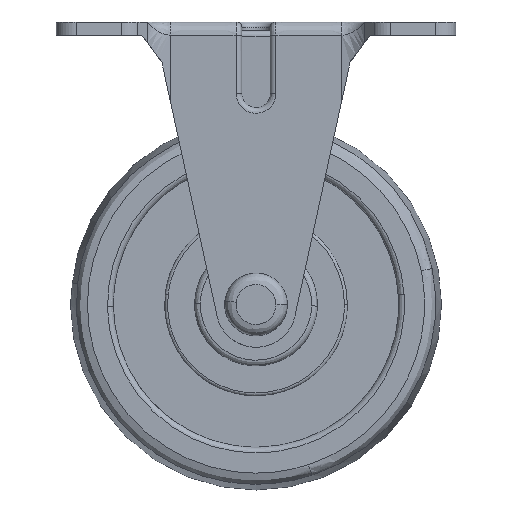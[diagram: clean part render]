
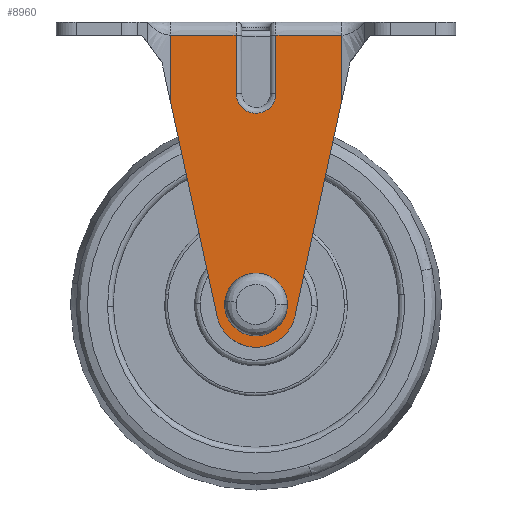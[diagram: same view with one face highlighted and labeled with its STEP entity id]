
A CAD part, front view. The second image highlights one B-rep face of the part: STEP entity #8960.
In plain terms, the highlighted free-form (B-spline) face has degree [1, 1] with [2, 2] control points.
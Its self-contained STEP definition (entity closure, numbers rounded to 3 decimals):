
#2953=CARTESIAN_POINT('',(-3.25,-15.3,0.028));
#2954=VERTEX_POINT('',#2953);
#2960=CARTESIAN_POINT('',(0.0,-15.3,-3.25));
#2961=VERTEX_POINT('',#2960);
#2962=CARTESIAN_POINT('',(-3.25,-15.3,0.028));
#2963=CARTESIAN_POINT('',(-3.25,-15.3,0.014));
#2964=CARTESIAN_POINT('',(-3.25,-15.3,0.0));
#2965=CARTESIAN_POINT('',(-3.25,-15.3,-3.25));
#2966=CARTESIAN_POINT('',(0.0,-15.3,-3.25));
#2974=(BOUNDED_CURVE()B_SPLINE_CURVE(2,(#2962,#2963,#2964,#2965,#2966),.UNSPECIFIED.,.F.,.U.)B_SPLINE_CURVE_WITH_KNOTS((3,2,3),(0.248,0.25,0.5),.UNSPECIFIED.)CURVE()GEOMETRIC_REPRESENTATION_ITEM()RATIONAL_B_SPLINE_CURVE((0.996,0.998,1.0,0.707,1.0))REPRESENTATION_ITEM(''));
#2975=EDGE_CURVE('',#2954,#2961,#2974,.T.);
#2977=CARTESIAN_POINT('',(3.225,-15.3,-0.403));
#2978=VERTEX_POINT('',#2977);
#2979=CARTESIAN_POINT('',(0.0,-15.3,-3.25));
#2980=CARTESIAN_POINT('',(2.869,-15.3,-3.25));
#2981=CARTESIAN_POINT('',(3.225,-15.3,-0.403));
#2989=(BOUNDED_CURVE()B_SPLINE_CURVE(2,(#2979,#2980,#2981),.UNSPECIFIED.,.F.,.U.)B_SPLINE_CURVE_WITH_KNOTS((3,3),(0.5,0.729),.UNSPECIFIED.)CURVE()GEOMETRIC_REPRESENTATION_ITEM()RATIONAL_B_SPLINE_CURVE((1.0,0.732,0.954))REPRESENTATION_ITEM(''));
#2990=EDGE_CURVE('',#2961,#2978,#2989,.T.);
#3040=CARTESIAN_POINT('',(0.0,-15.3,3.25));
#3041=VERTEX_POINT('',#3040);
#3042=CARTESIAN_POINT('',(3.225,-15.3,-0.403));
#3043=CARTESIAN_POINT('',(3.25,-15.3,-0.202));
#3044=CARTESIAN_POINT('',(3.25,-15.3,0.0));
#3045=CARTESIAN_POINT('',(3.25,-15.3,3.25));
#3046=CARTESIAN_POINT('',(0.0,-15.3,3.25));
#3054=(BOUNDED_CURVE()B_SPLINE_CURVE(2,(#3042,#3043,#3044,#3045,#3046),.UNSPECIFIED.,.F.,.U.)B_SPLINE_CURVE_WITH_KNOTS((3,2,3),(0.729,0.75,1.0),.UNSPECIFIED.)CURVE()GEOMETRIC_REPRESENTATION_ITEM()RATIONAL_B_SPLINE_CURVE((0.954,0.975,1.0,0.707,1.0))REPRESENTATION_ITEM(''));
#3055=EDGE_CURVE('',#2978,#3041,#3054,.T.);
#3057=CARTESIAN_POINT('',(0.0,-15.3,3.25));
#3058=CARTESIAN_POINT('',(-3.222,-15.3,3.25));
#3059=CARTESIAN_POINT('',(-3.25,-15.3,0.028));
#3067=(BOUNDED_CURVE()B_SPLINE_CURVE(2,(#3057,#3058,#3059),.UNSPECIFIED.,.F.,.U.)B_SPLINE_CURVE_WITH_KNOTS((3,3),(0.0,0.248),.UNSPECIFIED.)CURVE()GEOMETRIC_REPRESENTATION_ITEM()RATIONAL_B_SPLINE_CURVE((1.0,0.709,0.996))REPRESENTATION_ITEM(''));
#3068=EDGE_CURVE('',#3041,#2954,#3067,.T.);
#5640=CARTESIAN_POINT('',(-3.5,-15.3,37.));
#5641=VERTEX_POINT('',#5640);
#5664=CARTESIAN_POINT('',(-3.5,-15.3,47.2));
#5665=VERTEX_POINT('',#5664);
#5681=CARTESIAN_POINT('',(-3.5,-15.3,37.));
#5682=CARTESIAN_POINT('',(-3.5,-15.3,47.2));
#5683=QUASI_UNIFORM_CURVE('',1,(#5681,#5682),.UNSPECIFIED.,.F.,.U.);
#5684=EDGE_CURVE('',#5641,#5665,#5683,.T.);
#5824=CARTESIAN_POINT('',(3.5,-15.3,37.0));
#5825=VERTEX_POINT('',#5824);
#5859=CARTESIAN_POINT('',(3.5,-15.3,37.0));
#5860=CARTESIAN_POINT('',(3.5,-15.3,34.979));
#5861=CARTESIAN_POINT('',(1.75,-15.3,33.969));
#5862=CARTESIAN_POINT('',(0.,-15.3,32.959));
#5863=CARTESIAN_POINT('',(-1.75,-15.3,33.969));
#5864=CARTESIAN_POINT('',(-3.5,-15.3,34.979));
#5865=CARTESIAN_POINT('',(-3.5,-15.3,37.));
#5873=(BOUNDED_CURVE()B_SPLINE_CURVE(2,(#5859,#5860,#5861,#5862,#5863,#5864,#5865),.UNSPECIFIED.,.F.,.U.)B_SPLINE_CURVE_WITH_KNOTS((3,2,2,3),(0.0,0.333,0.667,1.0),.UNSPECIFIED.)CURVE()GEOMETRIC_REPRESENTATION_ITEM()RATIONAL_B_SPLINE_CURVE((1.0,0.866,1.0,0.866,1.0,0.866,1.0))REPRESENTATION_ITEM(''));
#5874=EDGE_CURVE('',#5825,#5641,#5873,.T.);
#5938=CARTESIAN_POINT('',(3.5,-15.3,47.2));
#5939=VERTEX_POINT('',#5938);
#5961=CARTESIAN_POINT('',(3.5,-15.3,47.2));
#5962=CARTESIAN_POINT('',(3.5,-15.3,37.0));
#5963=QUASI_UNIFORM_CURVE('',1,(#5961,#5962),.UNSPECIFIED.,.F.,.U.);
#5964=EDGE_CURVE('',#5939,#5825,#5963,.T.);
#6265=CARTESIAN_POINT('',(-15.,-15.3,47.2));
#6266=VERTEX_POINT('',#6265);
#6267=CARTESIAN_POINT('',(-3.5,-15.3,47.2));
#6268=CARTESIAN_POINT('',(-7.333,-15.3,47.2));
#6269=CARTESIAN_POINT('',(-11.167,-15.3,47.2));
#6270=CARTESIAN_POINT('',(-15.,-15.3,47.2));
#6271=B_SPLINE_CURVE_WITH_KNOTS('',3,(#6267,#6268,#6269,#6270),.UNSPECIFIED.,.F.,.U.,(4,4),(0.0,0.307),.UNSPECIFIED.);
#6272=EDGE_CURVE('',#5665,#6266,#6271,.T.);
#6393=CARTESIAN_POINT('',(15.,-15.3,47.2));
#6394=VERTEX_POINT('',#6393);
#6395=CARTESIAN_POINT('',(15.,-15.3,47.2));
#6396=CARTESIAN_POINT('',(11.167,-15.3,47.2));
#6397=CARTESIAN_POINT('',(7.333,-15.3,47.2));
#6398=CARTESIAN_POINT('',(3.5,-15.3,47.2));
#6399=B_SPLINE_CURVE_WITH_KNOTS('',3,(#6395,#6396,#6397,#6398),.UNSPECIFIED.,.F.,.U.,(4,4),(0.693,1.0),.UNSPECIFIED.);
#6400=EDGE_CURVE('',#6394,#5939,#6399,.T.);
#7138=CARTESIAN_POINT('',(6.841,-15.3,-1.985));
#7139=VERTEX_POINT('',#7138);
#7140=CARTESIAN_POINT('',(15.,-15.3,35.592));
#7141=VERTEX_POINT('',#7140);
#7142=CARTESIAN_POINT('',(6.841,-15.3,-1.985));
#7143=CARTESIAN_POINT('',(15.,-15.3,35.592));
#7144=QUASI_UNIFORM_CURVE('',1,(#7142,#7143),.UNSPECIFIED.,.F.,.U.);
#7145=EDGE_CURVE('',#7139,#7141,#7144,.T.);
#7200=CARTESIAN_POINT('',(-15.,-15.3,35.592));
#7201=VERTEX_POINT('',#7200);
#7244=CARTESIAN_POINT('',(-6.841,-15.3,-1.985));
#7245=VERTEX_POINT('',#7244);
#7251=CARTESIAN_POINT('',(-15.,-15.3,35.592));
#7252=CARTESIAN_POINT('',(-6.841,-15.3,-1.985));
#7253=QUASI_UNIFORM_CURVE('',1,(#7251,#7252),.UNSPECIFIED.,.F.,.U.);
#7254=EDGE_CURVE('',#7201,#7245,#7253,.T.);
#7345=CARTESIAN_POINT('',(-6.841,-15.3,-1.985));
#7346=CARTESIAN_POINT('',(-5.643,-15.3,-7.5));
#7347=CARTESIAN_POINT('',(0.,-15.3,-7.5));
#7348=CARTESIAN_POINT('',(5.643,-15.3,-7.5));
#7349=CARTESIAN_POINT('',(6.841,-15.3,-1.985));
#7357=(BOUNDED_CURVE()B_SPLINE_CURVE(2,(#7345,#7346,#7347,#7348,#7349),.UNSPECIFIED.,.F.,.U.)B_SPLINE_CURVE_WITH_KNOTS((3,2,3),(0.0,0.5,1.0),.UNSPECIFIED.)CURVE()GEOMETRIC_REPRESENTATION_ITEM()RATIONAL_B_SPLINE_CURVE((1.0,0.779,1.0,0.779,1.0))REPRESENTATION_ITEM(''));
#7358=EDGE_CURVE('',#7245,#7139,#7357,.T.);
#8208=CARTESIAN_POINT('',(-15.,-15.3,35.592));
#8209=CARTESIAN_POINT('',(-15.,-15.3,47.2));
#8210=QUASI_UNIFORM_CURVE('',1,(#8208,#8209),.UNSPECIFIED.,.F.,.U.);
#8211=EDGE_CURVE('',#7201,#6266,#8210,.T.);
#8240=CARTESIAN_POINT('',(15.,-15.3,35.592));
#8241=CARTESIAN_POINT('',(15.,-15.3,47.2));
#8242=QUASI_UNIFORM_CURVE('',1,(#8240,#8241),.UNSPECIFIED.,.F.,.U.);
#8243=EDGE_CURVE('',#7141,#6394,#8242,.T.);
#8937=CARTESIAN_POINT('',(-16.499,-15.3,-10.232));
#8938=CARTESIAN_POINT('',(-16.499,-15.3,49.932));
#8939=CARTESIAN_POINT('',(16.499,-15.3,-10.232));
#8940=CARTESIAN_POINT('',(16.499,-15.3,49.932));
#8941=B_SPLINE_SURFACE_WITH_KNOTS('',1,1,((#8937,#8939),(#8938,#8940)),.UNSPECIFIED.,.F.,.F.,.U.,(2,2),(2,2),(0.0,60.165),(0.0,32.997),.UNSPECIFIED.);
#8942=ORIENTED_EDGE('',*,*,#5874,.T.);
#8943=ORIENTED_EDGE('',*,*,#5684,.T.);
#8944=ORIENTED_EDGE('',*,*,#6272,.T.);
#8945=ORIENTED_EDGE('',*,*,#8211,.F.);
#8946=ORIENTED_EDGE('',*,*,#7254,.T.);
#8947=ORIENTED_EDGE('',*,*,#7358,.T.);
#8948=ORIENTED_EDGE('',*,*,#7145,.T.);
#8949=ORIENTED_EDGE('',*,*,#8243,.T.);
#8950=ORIENTED_EDGE('',*,*,#6400,.T.);
#8951=ORIENTED_EDGE('',*,*,#5964,.T.);
#8952=EDGE_LOOP('',(#8942,#8943,#8944,#8945,#8946,#8947,#8948,#8949,#8950,#8951));
#8953=FACE_OUTER_BOUND('',#8952,.T.);
#8954=ORIENTED_EDGE('',*,*,#3068,.F.);
#8955=ORIENTED_EDGE('',*,*,#3055,.F.);
#8956=ORIENTED_EDGE('',*,*,#2990,.F.);
#8957=ORIENTED_EDGE('',*,*,#2975,.F.);
#8958=EDGE_LOOP('',(#8954,#8955,#8956,#8957));
#8959=FACE_BOUND('',#8958,.T.);
#8960=ADVANCED_FACE('',(#8953,#8959),#8941,.F.);
